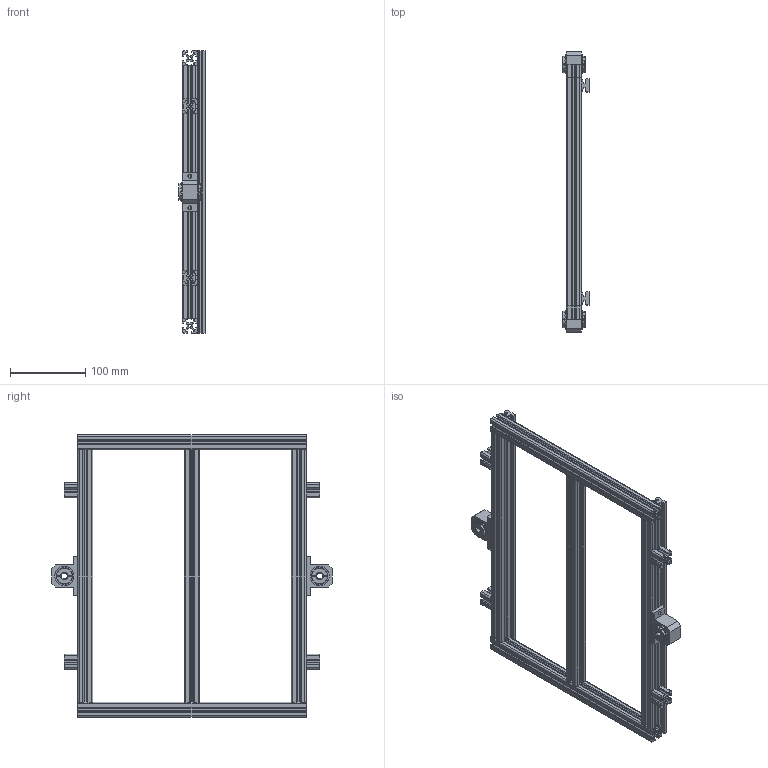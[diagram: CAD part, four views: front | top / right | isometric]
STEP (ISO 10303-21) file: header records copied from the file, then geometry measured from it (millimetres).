
FILE_DESCRIPTION(('CATIA V5 STEP Exchange'),'2;1');
FILE_NAME('Base_Movil_1.stp','2015-07-31T02:23:57+00:00',('none'),('none'),'CATIA Version 5 Release 19 SP 2 (IN-10)','CATIA V5 STEP AP203','none');
FILE_SCHEMA(('CONFIG_CONTROL_DESIGN'));
Length unit declared in the file: millimetre
Products named in the file (1): Base_Movil_2
Assembly tree (13 placements, depth 2):
  Base_Movil_2
    #58  x2
    #6789  x4
    #9213  x2
    #11667  x3
    #14106  x2
Bounding box: 35.8 x 374 x 376 mm (x, y, z)
Volume: 453900.6 mm3; surface area: 366790.6 mm2
Topology: 21 solids, 21 shells, 1136 faces, 3226 edges, 2140 vertices
Faces by surface type: plane 566, cylinder 506, cone 64
Entity records: 15168 total; most frequent: CARTESIAN_POINT 3622, ORIENTED_EDGE 2560, DIRECTION 2011, EDGE_CURVE 1280, VERTEX_POINT 848, AXIS2_PLACEMENT_3D 815, VECTOR 767, LINE 767
